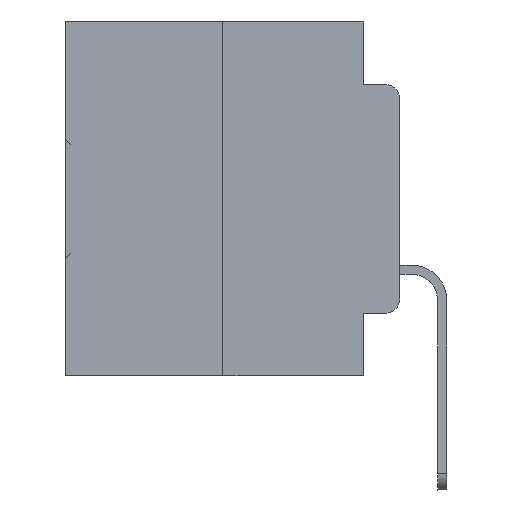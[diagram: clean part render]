
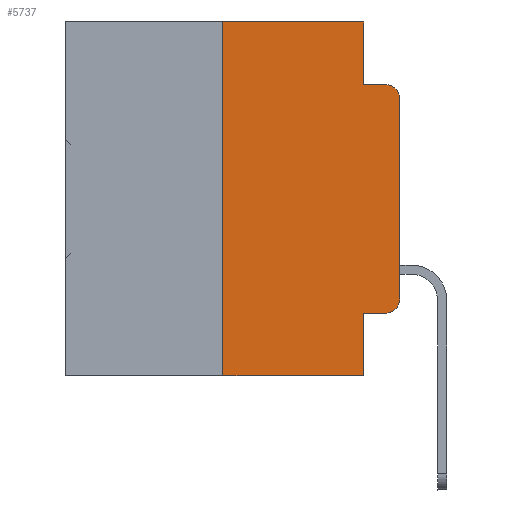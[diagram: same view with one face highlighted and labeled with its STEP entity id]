
A CAD part, left-side view. The second image highlights one B-rep face of the part: STEP entity #5737.
In plain terms, the highlighted planar face has unit normal (-1, 0, 0).
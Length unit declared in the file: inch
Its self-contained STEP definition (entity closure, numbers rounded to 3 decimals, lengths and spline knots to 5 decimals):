
#812 = CARTESIAN_POINT ( 'NONE',  ( 0., 0.473, 0. ) ) ;
#997 = EDGE_CURVE ( 'NONE', #4389, #14947, #26896, .T. ) ;
#999 = FACE_OUTER_BOUND ( 'NONE', #18266, .T. ) ;
#1387 = DIRECTION ( 'NONE',  ( 0., -1., 0. ) ) ;
#2263 = DIRECTION ( 'NONE',  ( -1., 0., 0. ) ) ;
#3872 = ORIENTED_EDGE ( 'NONE', *, *, #17199, .F. ) ;
#4389 = VERTEX_POINT ( 'NONE', #32194 ) ;
#4411 = CARTESIAN_POINT ( 'NONE',  ( 0., 0.051, -0.5 ) ) ;
#5122 = VERTEX_POINT ( 'NONE', #25973 ) ;
#5310 = AXIS2_PLACEMENT_3D ( 'NONE', #812, #14310, #11312 ) ;
#5314 = DIRECTION ( 'NONE',  ( 0., 0., 1. ) ) ;
#5737 = ADVANCED_FACE ( 'NONE', ( #999 ), #22008, .F. ) ;
#8101 = VECTOR ( 'NONE', #31492, 39.37008 ) ;
#9028 = VERTEX_POINT ( 'NONE', #4411 ) ;
#9774 = VECTOR ( 'NONE', #1387, 39.37008 ) ;
#10784 = ORIENTED_EDGE ( 'NONE', *, *, #18470, .F. ) ;
#11312 = DIRECTION ( 'NONE',  ( 0., 0., -1. ) ) ;
#11338 = EDGE_CURVE ( 'NONE', #16562, #29905, #23762, .T. ) ;
#13602 = VERTEX_POINT ( 'NONE', #21161 ) ;
#13714 = LINE ( 'NONE', #27369, #24859 ) ;
#13977 = ORIENTED_EDGE ( 'NONE', *, *, #24249, .F. ) ;
#14310 = DIRECTION ( 'NONE',  ( 1., 0., 0. ) ) ;
#14870 = CIRCLE ( 'NONE', #33914, 0.02 ) ;
#14947 = VERTEX_POINT ( 'NONE', #23967 ) ;
#15574 = EDGE_CURVE ( 'NONE', #4389, #9028, #30540, .T. ) ;
#15860 = CARTESIAN_POINT ( 'NONE',  ( 0., 0.25, 0. ) ) ;
#16562 = VERTEX_POINT ( 'NONE', #24999 ) ;
#17199 = EDGE_CURVE ( 'NONE', #29905, #25656, #34405, .T. ) ;
#17719 = DIRECTION ( 'NONE',  ( -1., 0., 0. ) ) ;
#17894 = DIRECTION ( 'NONE',  ( 0., 0., -1. ) ) ;
#18266 = EDGE_LOOP ( 'NONE', ( #24108, #28334, #13977, #10784, #3872, #22016, #33768, #20992, #20706, #19903 ) ) ;
#18470 = EDGE_CURVE ( 'NONE', #25656, #5122, #33714, .T. ) ;
#18854 = CARTESIAN_POINT ( 'NONE',  ( 0., 0.051, -0.4115 ) ) ;
#19491 = EDGE_CURVE ( 'NONE', #33118, #13602, #14870, .T. ) ;
#19903 = ORIENTED_EDGE ( 'NONE', *, *, #21562, .T. ) ;
#20345 = CARTESIAN_POINT ( 'NONE',  ( 0., 0.051, 0. ) ) ;
#20384 = CARTESIAN_POINT ( 'NONE',  ( 0., 0.051, 0. ) ) ;
#20643 = CARTESIAN_POINT ( 'NONE',  ( 0., 0.051, -0.0885 ) ) ;
#20706 = ORIENTED_EDGE ( 'NONE', *, *, #997, .T. ) ;
#20992 = ORIENTED_EDGE ( 'NONE', *, *, #15574, .F. ) ;
#21161 = CARTESIAN_POINT ( 'NONE',  ( 0., 0.02, -0.0885 ) ) ;
#21468 = DIRECTION ( 'NONE',  ( 0., 0., 1. ) ) ;
#21516 = DIRECTION ( 'NONE',  ( 0., 0., -1. ) ) ;
#21562 = EDGE_CURVE ( 'NONE', #14947, #24717, #23888, .T. ) ;
#22008 = PLANE ( 'NONE',  #5310 ) ;
#22016 = ORIENTED_EDGE ( 'NONE', *, *, #11338, .F. ) ;
#22274 = CARTESIAN_POINT ( 'NONE',  ( 0., 0.25, 0. ) ) ;
#22467 = EDGE_CURVE ( 'NONE', #24717, #33118, #13714, .T. ) ;
#22588 = LINE ( 'NONE', #30488, #9774 ) ;
#23073 = EDGE_CURVE ( 'NONE', #16562, #9028, #22588, .T. ) ;
#23762 = LINE ( 'NONE', #15860, #27461 ) ;
#23777 = VECTOR ( 'NONE', #26505, 39.37008 ) ;
#23817 = CARTESIAN_POINT ( 'NONE',  ( 0., 0.02, -0.1085 ) ) ;
#23888 = CIRCLE ( 'NONE', #33963, 0.02 ) ;
#23967 = CARTESIAN_POINT ( 'NONE',  ( 0., 0.02, -0.4115 ) ) ;
#24108 = ORIENTED_EDGE ( 'NONE', *, *, #22467, .T. ) ;
#24249 = EDGE_CURVE ( 'NONE', #5122, #13602, #26060, .T. ) ;
#24717 = VERTEX_POINT ( 'NONE', #33577 ) ;
#24859 = VECTOR ( 'NONE', #5314, 39.37008 ) ;
#24999 = CARTESIAN_POINT ( 'NONE',  ( 0., 0.25, -0.5 ) ) ;
#25656 = VERTEX_POINT ( 'NONE', #32971 ) ;
#25973 = CARTESIAN_POINT ( 'NONE',  ( 0., 0.051, -0.0885 ) ) ;
#26060 = LINE ( 'NONE', #20643, #8101 ) ;
#26505 = DIRECTION ( 'NONE',  ( 0., 0., -1. ) ) ;
#26896 = LINE ( 'NONE', #18854, #33209 ) ;
#27369 = CARTESIAN_POINT ( 'NONE',  ( 0., 0., 0. ) ) ;
#27461 = VECTOR ( 'NONE', #21468, 39.37008 ) ;
#27893 = DIRECTION ( 'NONE',  ( 0., 0., -1. ) ) ;
#28334 = ORIENTED_EDGE ( 'NONE', *, *, #19491, .T. ) ;
#29870 = DIRECTION ( 'NONE',  ( 0., -1., 0. ) ) ;
#29905 = VERTEX_POINT ( 'NONE', #22274 ) ;
#30488 = CARTESIAN_POINT ( 'NONE',  ( 0., 0.473, -0.5 ) ) ;
#30540 = LINE ( 'NONE', #20345, #32201 ) ;
#31038 = CARTESIAN_POINT ( 'NONE',  ( 0., 0.02, -0.3915 ) ) ;
#31492 = DIRECTION ( 'NONE',  ( 0., -1., 0. ) ) ;
#31527 = CARTESIAN_POINT ( 'NONE',  ( 0., 0., -0.1085 ) ) ;
#32194 = CARTESIAN_POINT ( 'NONE',  ( 0., 0.051, -0.4115 ) ) ;
#32201 = VECTOR ( 'NONE', #27893, 39.37008 ) ;
#32971 = CARTESIAN_POINT ( 'NONE',  ( 0., 0.051, 0. ) ) ;
#33118 = VERTEX_POINT ( 'NONE', #31527 ) ;
#33193 = VECTOR ( 'NONE', #34230, 39.37008 ) ;
#33209 = VECTOR ( 'NONE', #29870, 39.37008 ) ;
#33577 = CARTESIAN_POINT ( 'NONE',  ( 0., 0., -0.3915 ) ) ;
#33714 = LINE ( 'NONE', #20384, #23777 ) ;
#33768 = ORIENTED_EDGE ( 'NONE', *, *, #23073, .T. ) ;
#33914 = AXIS2_PLACEMENT_3D ( 'NONE', #23817, #2263, #21516 ) ;
#33963 = AXIS2_PLACEMENT_3D ( 'NONE', #31038, #17719, #17894 ) ;
#34230 = DIRECTION ( 'NONE',  ( 0., -1., 0. ) ) ;
#34405 = LINE ( 'NONE', #34598, #33193 ) ;
#34598 = CARTESIAN_POINT ( 'NONE',  ( 0., 0.473, 0. ) ) ;
